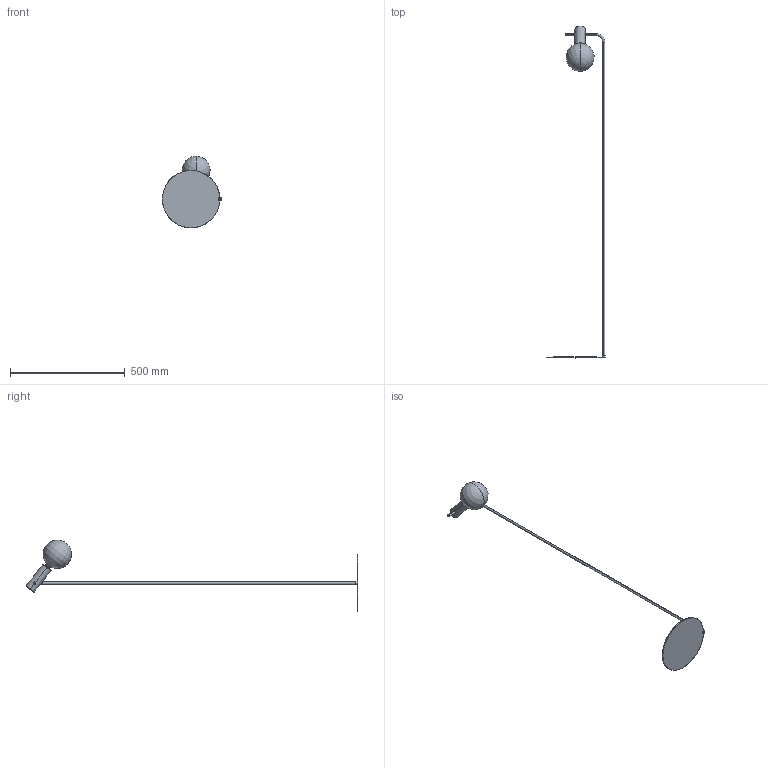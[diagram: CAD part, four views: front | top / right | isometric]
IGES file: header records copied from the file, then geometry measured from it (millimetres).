
Start section: SolidWorks IGES file using analytic representation for surfaces
Global section: file name: 25-8522.IGS; native system: SolidWorks 2020; preprocessor: SolidWorks 2020; author: dromero; date: 210823.143153; units: millimetre
Bounding box: 257.5 x 1446.67 x 312.23 mm (x, y, z)
Surface area: 218187.5 mm2 (no closed solid volume)
Topology: 0 solids, 0 shells, 40 faces, 720 edges, 719 vertices
Faces by surface type: revolution 22, bspline 18
